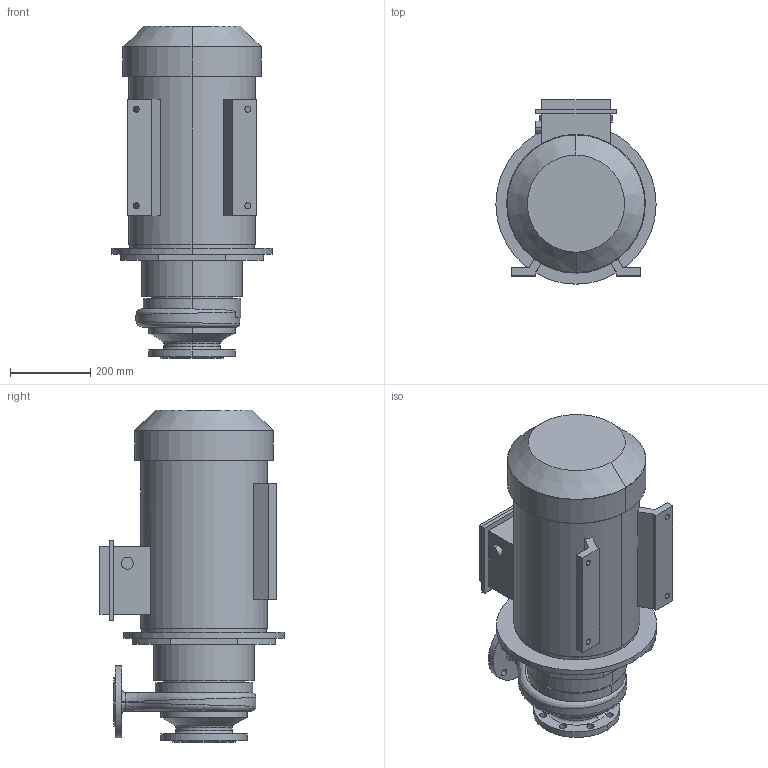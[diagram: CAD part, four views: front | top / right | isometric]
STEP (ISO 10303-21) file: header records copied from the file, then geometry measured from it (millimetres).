
FILE_DESCRIPTION (( 'STEP AP214' ), '1' );
FILE_NAME ('帎100-65-200_2.STEP', '2012-07-31T03:16:05', ( 'referent' ), ( '' ), 'SwSTEP 2.0', 'SolidWorks 2012', '' );
FILE_SCHEMA (( 'AUTOMOTIVE_DESIGN' ));
Length unit declared in the file: millimetre
Products named in the file (1): 帎100-65-200_2
Bounding box: 400 x 460 x 829 mm (x, y, z)
Volume: 60769276.2 mm3; surface area: 1824120 mm2
Topology: 2 solids, 2 shells, 164 faces, 441 edges, 286 vertices
Faces by surface type: cylinder 77, plane 63, cone 10, bspline 10, torus 4
Entity records: 9341 total; most frequent: CARTESIAN_POINT 3272, DIRECTION 896, ORIENTED_EDGE 882, EDGE_CURVE 441, AXIS2_PLACEMENT_3D 354, VERTEX_POINT 286, EDGE_LOOP 205, CIRCLE 199
